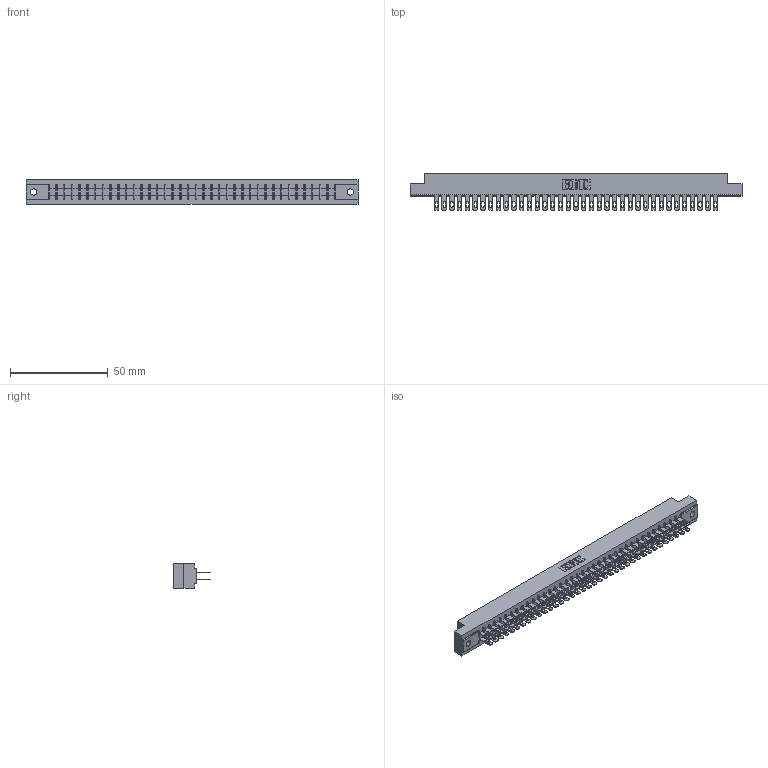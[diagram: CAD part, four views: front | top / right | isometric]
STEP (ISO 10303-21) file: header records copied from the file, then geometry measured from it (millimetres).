
FILE_DESCRIPTION (( 'STEP AP203' ), '1' );
FILE_NAME ('355-074-500-502.STEP', '2019-09-13T12:30:09', ( '' ), ( '' ), 'SwSTEP 2.0', 'SolidWorks 2016', '' );
FILE_SCHEMA (( 'CONFIG_CONTROL_DESIGN' ));
Length unit declared in the file: inch
Products named in the file (3): 305-290-001_500; 305 Part_.128 Dia; 355-074-500-502
Assembly tree (75 placements, depth 2):
  355-074-500-502
    305 Part_.128 Dia
    305-290-001_500  x74
Bounding box: 169.62 x 18.85 x 12.7 mm (x, y, z)
Volume: 17345.7 mm3; surface area: 23950.5 mm2
Topology: 75 solids, 75 shells, 3816 faces, 10935 edges, 7090 vertices
Faces by surface type: plane 2140, cylinder 1528, sphere 148
Entity records: 40694 total; most frequent: CARTESIAN_POINT 6733, ORIENTED_EDGE 6682, DIRECTION 6519, EDGE_CURVE 3341, LINE 2695, VECTOR 2695, VERTEX_POINT 2126, AXIS2_PLACEMENT_3D 1912
